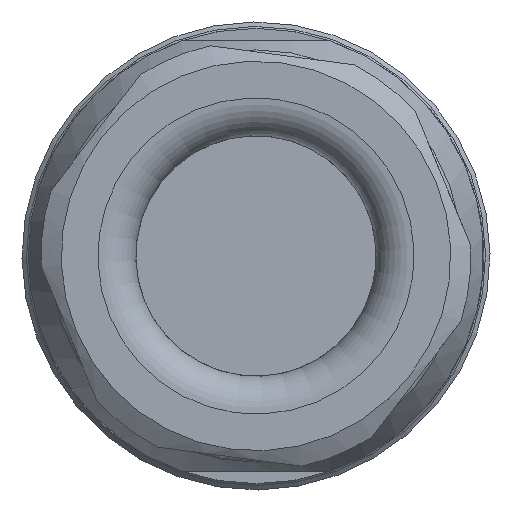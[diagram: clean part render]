
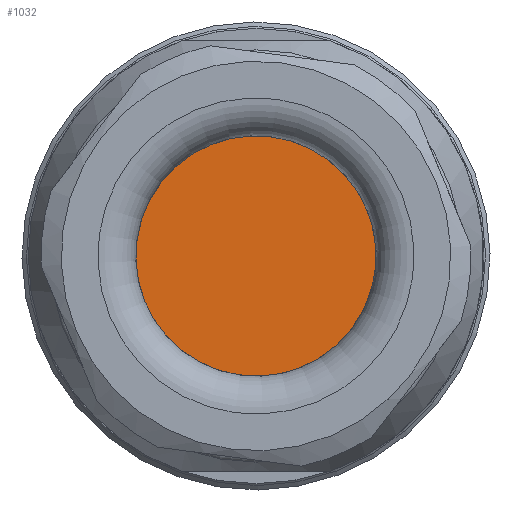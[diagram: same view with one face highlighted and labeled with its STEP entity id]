
A CAD part, left-side view. The second image highlights one B-rep face of the part: STEP entity #1032.
In plain terms, the highlighted planar face has unit normal (-1, 0, 0).
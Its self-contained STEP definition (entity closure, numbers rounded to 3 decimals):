
#120=FACE_OUTER_BOUND('',#1704,.T.);
#368=PLANE('',#4627);
#1032=ADVANCED_FACE('',(#120),#368,.F.);
#1704=EDGE_LOOP('',(#2342));
#2342=ORIENTED_EDGE('',*,*,#3820,.F.);
#3337=VERTEX_POINT('',#6813);
#3820=EDGE_CURVE('',#3337,#3337,#4307,.T.);
#4307=CIRCLE('',#4593,4.75);
#4593=AXIS2_PLACEMENT_3D('',#6812,#5343,#5344);
#4627=AXIS2_PLACEMENT_3D('',#6916,#5429,#5430);
#5343=DIRECTION('',(1.,0.,0.));
#5344=DIRECTION('',(0.,0.,-1.));
#5429=DIRECTION('',(1.,0.,0.));
#5430=DIRECTION('',(0.,0.,-1.));
#6812=CARTESIAN_POINT('',(-15.2,0.,0.));
#6813=CARTESIAN_POINT('',(-15.2,0.,-4.75));
#6916=CARTESIAN_POINT('',(-15.2,0.,0.));
